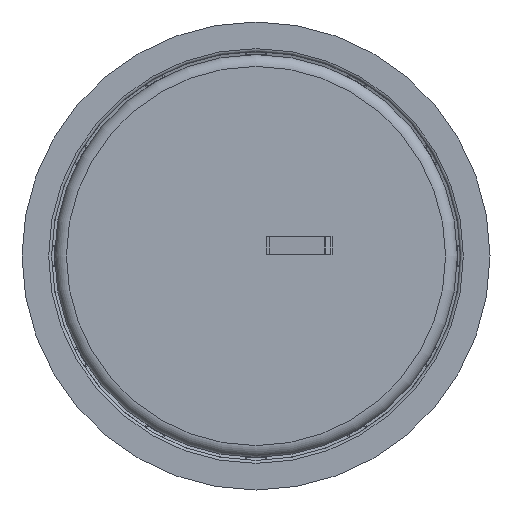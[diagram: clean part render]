
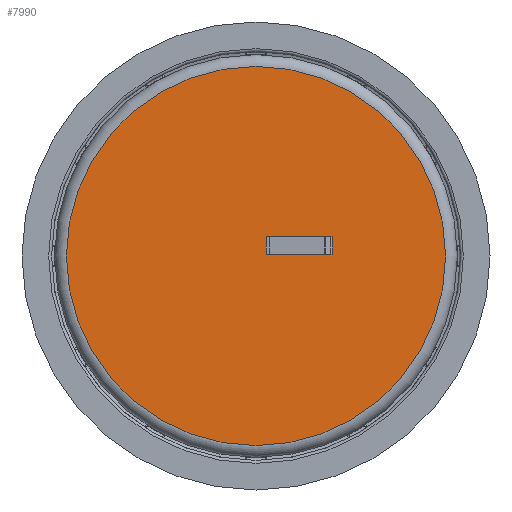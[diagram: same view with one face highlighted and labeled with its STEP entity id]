
A CAD part, front view. The second image highlights one B-rep face of the part: STEP entity #7990.
In plain terms, the highlighted face is planar.
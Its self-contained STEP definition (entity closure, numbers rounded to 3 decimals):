
#349=PLANE('',#8989);
#1416=FACE_OUTER_BOUND('',#1917,.T.);
#1917=EDGE_LOOP('',(#7401));
#2998=CIRCLE('',#8988,32.);
#3746=VERTEX_POINT('',#21498);
#4967=EDGE_CURVE('',#3746,#3746,#2998,.T.);
#7401=ORIENTED_EDGE('',*,*,#4967,.F.);
#7990=ADVANCED_FACE('',(#1416),#349,.F.);
#8988=AXIS2_PLACEMENT_3D('',#21500,#11026,#11027);
#8989=AXIS2_PLACEMENT_3D('',#21501,#11028,#11029);
#11026=DIRECTION('center_axis',(0.,0.,-1.));
#11027=DIRECTION('ref_axis',(-1.,0.,0.));
#11028=DIRECTION('center_axis',(0.,0.,-1.));
#11029=DIRECTION('ref_axis',(-1.,0.,0.));
#21498=CARTESIAN_POINT('',(30.214,2.232,7.));
#21500=CARTESIAN_POINT('Origin',(-1.786,2.232,7.));
#21501=CARTESIAN_POINT('Origin',(-1.786,2.232,7.));
